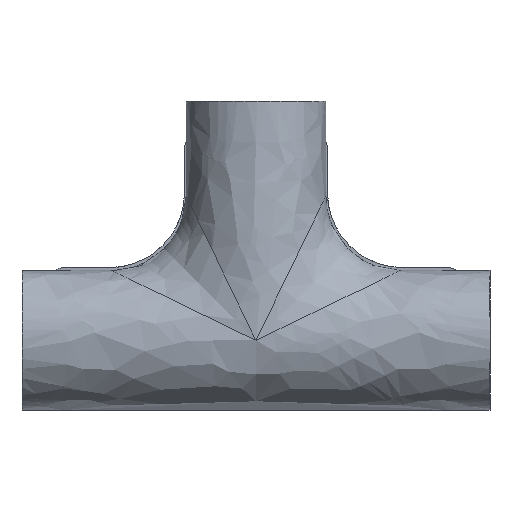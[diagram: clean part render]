
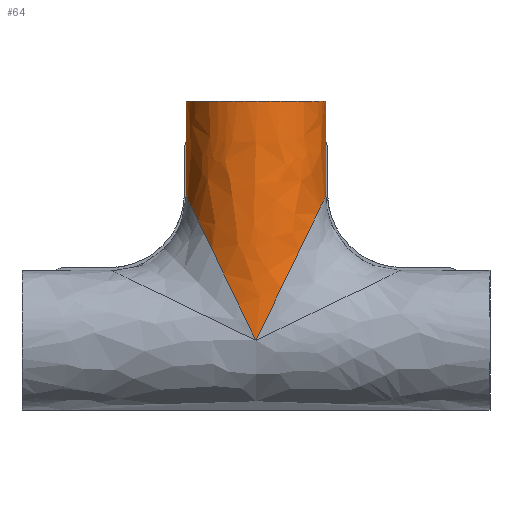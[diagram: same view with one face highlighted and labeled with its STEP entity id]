
A CAD part, front view. The second image highlights one B-rep face of the part: STEP entity #64.
In plain terms, the highlighted free-form (B-spline) face has degree [2, 1] with [7, 2] control points.
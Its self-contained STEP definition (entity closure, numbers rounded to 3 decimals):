
#64=ADVANCED_FACE('',(#227),#2350,.T.);
#227=FACE_OUTER_BOUND('',#384,.T.);
#384=EDGE_LOOP('',(#657,#658,#659,#660,#661,#662,#663));
#657=ORIENTED_EDGE('',*,*,#1370,.T.);
#658=ORIENTED_EDGE('',*,*,#1371,.F.);
#659=ORIENTED_EDGE('',*,*,#1366,.F.);
#660=ORIENTED_EDGE('',*,*,#1338,.T.);
#661=ORIENTED_EDGE('',*,*,#1343,.T.);
#662=ORIENTED_EDGE('',*,*,#1368,.F.);
#663=ORIENTED_EDGE('',*,*,#1372,.F.);
#1338=EDGE_CURVE('',#2129,#2127,#1922,.T.);
#1343=EDGE_CURVE('',#2127,#2133,#1925,.T.);
#1366=EDGE_CURVE('',#2129,#2124,#1731,.T.);
#1368=EDGE_CURVE('',#2103,#2133,#1733,.T.);
#1370=EDGE_CURVE('',#2139,#2138,#1934,.T.);
#1371=EDGE_CURVE('',#2124,#2138,#1935,.T.);
#1372=EDGE_CURVE('',#2139,#2103,#1936,.T.);
#1731=B_SPLINE_CURVE_WITH_KNOTS('',1,(#4313,#4314),.UNSPECIFIED.,.F.,.F.,
(2,2),(0.,7.25),.UNSPECIFIED.);
#1733=B_SPLINE_CURVE_WITH_KNOTS('',1,(#4317,#4318),.UNSPECIFIED.,.F.,.F.,
(2,2),(-7.25,0.),.UNSPECIFIED.);
#1922=(
BOUNDED_CURVE()
B_SPLINE_CURVE(3,(#4182,#4183,#4184,#4185,#4186,#4187,#4188,#4189,#4190,
#4191,#4192,#4193,#4194,#4195,#4196,#4197,#4198,#4199,#4200,#4201,#4202,
#4203,#4204,#4205),.UNSPECIFIED.,.F.,.F.)
B_SPLINE_CURVE_WITH_KNOTS((4,2,2,2,2,2,2,2,2,2,2,4),(-28.961,
-27.151,-25.341,-23.531,-21.721,
-19.911,-18.101,-14.481,-10.861,
-7.24,-3.62,0.),.UNSPECIFIED.)
CURVE()
GEOMETRIC_REPRESENTATION_ITEM()
RATIONAL_B_SPLINE_CURVE((1.,1.,1.,1.,1.,1.,1.,1.,1.,1.,1.,1.,1.,1.,1.,1.,
1.,1.,1.,1.,1.,1.,1.,1.))
REPRESENTATION_ITEM('')
);
#1925=(
BOUNDED_CURVE()
B_SPLINE_CURVE(3,(#4216,#4217,#4218,#4219,#4220,#4221,#4222,#4223,#4224,
#4225,#4226,#4227,#4228,#4229,#4230,#4231,#4232,#4233,#4234,#4235,#4236,
#4237,#4238,#4239),.UNSPECIFIED.,.F.,.F.)
B_SPLINE_CURVE_WITH_KNOTS((4,2,2,2,2,2,2,2,2,2,2,4),(0.,3.62,
7.24,10.861,14.481,18.101,19.911,
21.721,23.531,25.341,27.151,28.961),
 .UNSPECIFIED.)
CURVE()
GEOMETRIC_REPRESENTATION_ITEM()
RATIONAL_B_SPLINE_CURVE((1.,1.,1.,1.,1.,1.,1.,1.,1.,1.,1.,1.,1.,1.,1.,1.,
1.,1.,1.,1.,1.,1.,1.,1.))
REPRESENTATION_ITEM('')
);
#1934=(
BOUNDED_CURVE()
B_SPLINE_CURVE(2,(#4321,#4322,#4323,#4324,#4325),.UNSPECIFIED.,.F.,.F.)
B_SPLINE_CURVE_WITH_KNOTS((3,2,3),(50.658,67.544,84.43),
 .UNSPECIFIED.)
CURVE()
GEOMETRIC_REPRESENTATION_ITEM()
RATIONAL_B_SPLINE_CURVE((1.,0.707,1.,0.707,
1.))
REPRESENTATION_ITEM('')
);
#1935=(
BOUNDED_CURVE()
B_SPLINE_CURVE(1,(#4326,#4327),.UNSPECIFIED.,.F.,.F.)
B_SPLINE_CURVE_WITH_KNOTS((2,2),(-6.25,-2.222),.UNSPECIFIED.)
CURVE()
GEOMETRIC_REPRESENTATION_ITEM()
RATIONAL_B_SPLINE_CURVE((1.,1.))
REPRESENTATION_ITEM('')
);
#1936=(
BOUNDED_CURVE()
B_SPLINE_CURVE(1,(#4328,#4329),.UNSPECIFIED.,.F.,.F.)
B_SPLINE_CURVE_WITH_KNOTS((2,2),(2.222,6.25),.UNSPECIFIED.)
CURVE()
GEOMETRIC_REPRESENTATION_ITEM()
RATIONAL_B_SPLINE_CURVE((1.,1.))
REPRESENTATION_ITEM('')
);
#2103=VERTEX_POINT('',#3721);
#2124=VERTEX_POINT('',#3742);
#2127=VERTEX_POINT('',#3745);
#2129=VERTEX_POINT('',#3747);
#2133=VERTEX_POINT('',#3751);
#2138=VERTEX_POINT('',#3756);
#2139=VERTEX_POINT('',#3757);
#2350=(
BOUNDED_SURFACE()
B_SPLINE_SURFACE(2,1,((#3160,#3161),(#3162,#3163),(#3164,#3165),(#3166,
#3167),(#3168,#3169),(#3170,#3171),(#3172,#3173)),.UNSPECIFIED.,.F.,.F.,
 .F.)
B_SPLINE_SURFACE_WITH_KNOTS((3,2,2,3),(2,2),(0.,16.886,33.772,
50.658),(-1.424,42.902),.UNSPECIFIED.)
GEOMETRIC_REPRESENTATION_ITEM()
RATIONAL_B_SPLINE_SURFACE(((1.,1.),(0.707,0.707),
(1.,1.),(0.707,0.707),(1.,1.),(0.707,
0.707),(1.,1.)))
REPRESENTATION_ITEM('')
SURFACE()
);
#3160=CARTESIAN_POINT('',(-36.,10.75,47.875));
#3161=CARTESIAN_POINT('',(-36.,10.75,3.549));
#3162=CARTESIAN_POINT('',(-25.25,10.75,47.875));
#3163=CARTESIAN_POINT('',(-25.25,10.75,3.549));
#3164=CARTESIAN_POINT('',(-25.25,0.,47.875));
#3165=CARTESIAN_POINT('',(-25.25,0.,3.549));
#3166=CARTESIAN_POINT('',(-25.25,-10.75,47.875));
#3167=CARTESIAN_POINT('',(-25.25,-10.75,3.549));
#3168=CARTESIAN_POINT('',(-36.,-10.75,47.875));
#3169=CARTESIAN_POINT('',(-36.,-10.75,3.549));
#3170=CARTESIAN_POINT('',(-46.75,-10.75,47.875));
#3171=CARTESIAN_POINT('',(-46.75,-10.75,3.549));
#3172=CARTESIAN_POINT('',(-46.75,0.,47.875));
#3173=CARTESIAN_POINT('',(-46.75,0.,3.549));
#3721=CARTESIAN_POINT('',(-25.25,0.,36.625));
#3742=CARTESIAN_POINT('',(-46.75,0.,36.625));
#3745=CARTESIAN_POINT('',(-36.,-10.75,7.125));
#3747=CARTESIAN_POINT('',(-46.75,0.,29.375));
#3751=CARTESIAN_POINT('',(-25.25,0.,29.375));
#3756=CARTESIAN_POINT('',(-46.75,0.,43.875));
#3757=CARTESIAN_POINT('',(-25.25,0.,43.875));
#4182=CARTESIAN_POINT('',(-46.75,0.,29.375));
#4183=CARTESIAN_POINT('',(-46.75,-0.352,29.375));
#4184=CARTESIAN_POINT('',(-46.733,-0.704,29.339));
#4185=CARTESIAN_POINT('',(-46.664,-1.404,29.196));
#4186=CARTESIAN_POINT('',(-46.612,-1.752,29.09));
#4187=CARTESIAN_POINT('',(-46.475,-2.442,28.805));
#4188=CARTESIAN_POINT('',(-46.389,-2.784,28.628));
#4189=CARTESIAN_POINT('',(-46.185,-3.457,28.206));
#4190=CARTESIAN_POINT('',(-46.066,-3.789,27.96));
#4191=CARTESIAN_POINT('',(-45.797,-4.439,27.403));
#4192=CARTESIAN_POINT('',(-45.646,-4.757,27.091));
#4193=CARTESIAN_POINT('',(-45.315,-5.378,26.405));
#4194=CARTESIAN_POINT('',(-45.134,-5.68,26.03));
#4195=CARTESIAN_POINT('',(-44.547,-6.557,24.816));
#4196=CARTESIAN_POINT('',(-44.099,-7.104,23.888));
#4197=CARTESIAN_POINT('',(-43.104,-8.099,21.828));
#4198=CARTESIAN_POINT('',(-42.557,-8.547,20.697));
#4199=CARTESIAN_POINT('',(-41.387,-9.329,18.276));
#4200=CARTESIAN_POINT('',(-40.764,-9.662,16.985));
#4201=CARTESIAN_POINT('',(-39.464,-10.201,14.294));
#4202=CARTESIAN_POINT('',(-38.787,-10.406,12.894));
#4203=CARTESIAN_POINT('',(-37.407,-10.681,10.037));
#4204=CARTESIAN_POINT('',(-36.704,-10.75,8.581));
#4205=CARTESIAN_POINT('',(-36.,-10.75,7.125));
#4216=CARTESIAN_POINT('',(-36.,-10.75,7.125));
#4217=CARTESIAN_POINT('',(-35.296,-10.75,8.581));
#4218=CARTESIAN_POINT('',(-34.593,-10.681,10.037));
#4219=CARTESIAN_POINT('',(-33.213,-10.406,12.894));
#4220=CARTESIAN_POINT('',(-32.536,-10.201,14.294));
#4221=CARTESIAN_POINT('',(-31.236,-9.662,16.985));
#4222=CARTESIAN_POINT('',(-30.613,-9.329,18.276));
#4223=CARTESIAN_POINT('',(-29.443,-8.547,20.697));
#4224=CARTESIAN_POINT('',(-28.896,-8.099,21.828));
#4225=CARTESIAN_POINT('',(-27.901,-7.104,23.888));
#4226=CARTESIAN_POINT('',(-27.453,-6.557,24.816));
#4227=CARTESIAN_POINT('',(-26.866,-5.68,26.03));
#4228=CARTESIAN_POINT('',(-26.685,-5.378,26.405));
#4229=CARTESIAN_POINT('',(-26.354,-4.757,27.091));
#4230=CARTESIAN_POINT('',(-26.203,-4.439,27.403));
#4231=CARTESIAN_POINT('',(-25.934,-3.789,27.96));
#4232=CARTESIAN_POINT('',(-25.815,-3.457,28.206));
#4233=CARTESIAN_POINT('',(-25.611,-2.784,28.628));
#4234=CARTESIAN_POINT('',(-25.525,-2.442,28.805));
#4235=CARTESIAN_POINT('',(-25.388,-1.752,29.09));
#4236=CARTESIAN_POINT('',(-25.336,-1.404,29.196));
#4237=CARTESIAN_POINT('',(-25.267,-0.704,29.339));
#4238=CARTESIAN_POINT('',(-25.25,-0.352,29.375));
#4239=CARTESIAN_POINT('',(-25.25,0.,29.375));
#4313=CARTESIAN_POINT('',(-46.75,0.,29.375));
#4314=CARTESIAN_POINT('',(-46.75,0.,36.625));
#4317=CARTESIAN_POINT('',(-25.25,0.,36.625));
#4318=CARTESIAN_POINT('',(-25.25,0.,29.375));
#4321=CARTESIAN_POINT('',(-25.25,0.,43.875));
#4322=CARTESIAN_POINT('',(-25.25,-10.75,43.875));
#4323=CARTESIAN_POINT('',(-36.,-10.75,43.875));
#4324=CARTESIAN_POINT('',(-46.75,-10.75,43.875));
#4325=CARTESIAN_POINT('',(-46.75,0.,43.875));
#4326=CARTESIAN_POINT('',(-46.75,0.,36.625));
#4327=CARTESIAN_POINT('',(-46.75,0.,43.875));
#4328=CARTESIAN_POINT('',(-25.25,0.,43.875));
#4329=CARTESIAN_POINT('',(-25.25,0.,36.625));
